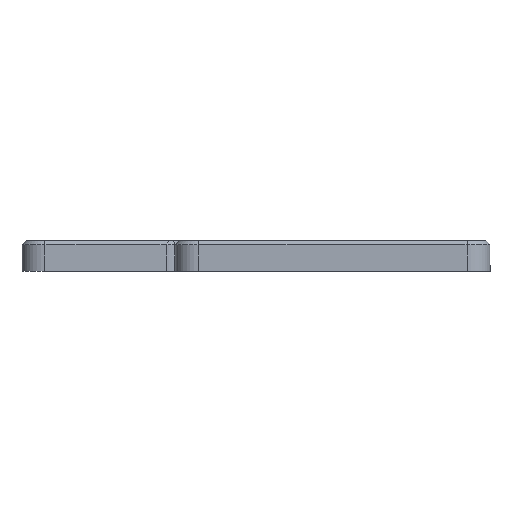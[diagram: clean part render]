
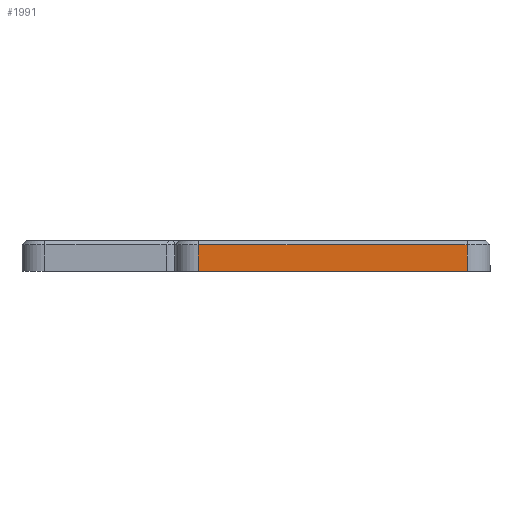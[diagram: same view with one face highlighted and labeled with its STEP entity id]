
A CAD part, left-side view. The second image highlights one B-rep face of the part: STEP entity #1991.
In plain terms, the highlighted planar face has unit normal (-1, 0, 0).
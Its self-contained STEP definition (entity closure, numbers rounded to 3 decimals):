
#112=PLANE('',#2193);
#209=FACE_OUTER_BOUND('',#318,.T.);
#318=EDGE_LOOP('',(#1806,#1807,#1808,#1809,#1810,#1811));
#432=LINE('',#2898,#639);
#594=LINE('',#3338,#801);
#595=LINE('',#3340,#802);
#596=LINE('',#3342,#803);
#600=LINE('',#3365,#807);
#601=LINE('',#3367,#808);
#639=VECTOR('',#2293,10.);
#801=VECTOR('',#2721,10.);
#802=VECTOR('',#2722,10.);
#803=VECTOR('',#2723,10.);
#807=VECTOR('',#2759,10.);
#808=VECTOR('',#2762,10.);
#862=VERTEX_POINT('',#2895);
#863=VERTEX_POINT('',#2897);
#1004=VERTEX_POINT('',#3335);
#1005=VERTEX_POINT('',#3337);
#1006=VERTEX_POINT('',#3339);
#1007=VERTEX_POINT('',#3341);
#1055=EDGE_CURVE('',#862,#863,#432,.T.);
#1274=EDGE_CURVE('',#1004,#1005,#594,.T.);
#1275=EDGE_CURVE('',#1005,#1006,#595,.T.);
#1276=EDGE_CURVE('',#1006,#1007,#596,.T.);
#1288=EDGE_CURVE('',#1007,#862,#600,.T.);
#1289=EDGE_CURVE('',#1004,#863,#601,.T.);
#1806=ORIENTED_EDGE('',*,*,#1274,.F.);
#1807=ORIENTED_EDGE('',*,*,#1289,.T.);
#1808=ORIENTED_EDGE('',*,*,#1055,.F.);
#1809=ORIENTED_EDGE('',*,*,#1288,.F.);
#1810=ORIENTED_EDGE('',*,*,#1276,.F.);
#1811=ORIENTED_EDGE('',*,*,#1275,.F.);
#1991=ADVANCED_FACE('',(#209),#112,.T.);
#2193=AXIS2_PLACEMENT_3D('',#3366,#2760,#2761);
#2293=DIRECTION('',(0.,0.,-1.));
#2721=DIRECTION('',(0.,0.,1.));
#2722=DIRECTION('',(0.,0.,1.));
#2723=DIRECTION('',(0.,0.,1.));
#2759=DIRECTION('',(0.,-1.,0.));
#2760=DIRECTION('center_axis',(-1.,0.,0.));
#2761=DIRECTION('ref_axis',(0.,0.,1.));
#2762=DIRECTION('',(0.,-1.,0.));
#2895=CARTESIAN_POINT('',(77.969,3.895,51.824));
#2897=CARTESIAN_POINT('',(77.969,3.895,25.524));
#2898=CARTESIAN_POINT('',(77.969,3.895,42.724));
#3335=CARTESIAN_POINT('',(77.969,6.495,25.524));
#3337=CARTESIAN_POINT('',(77.969,6.495,36.478));
#3338=CARTESIAN_POINT('',(77.969,6.495,31.524));
#3339=CARTESIAN_POINT('',(77.969,6.495,46.004));
#3340=CARTESIAN_POINT('',(77.969,6.495,46.414));
#3341=CARTESIAN_POINT('',(77.969,6.495,51.824));
#3342=CARTESIAN_POINT('',(77.969,6.495,31.524));
#3365=CARTESIAN_POINT('',(77.969,6.895,51.824));
#3366=CARTESIAN_POINT('Origin',(77.969,6.895,54.774));
#3367=CARTESIAN_POINT('',(77.969,4.895,25.524));
